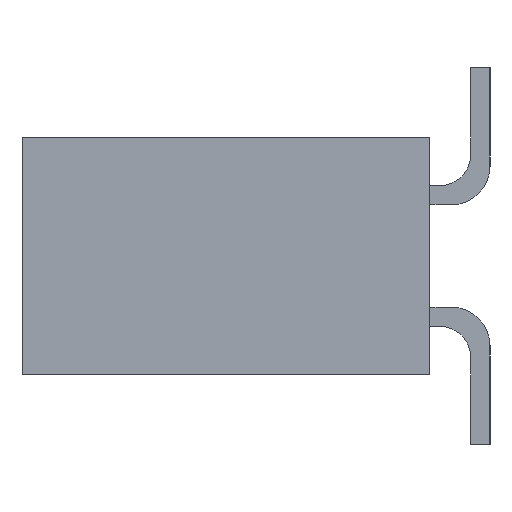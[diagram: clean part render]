
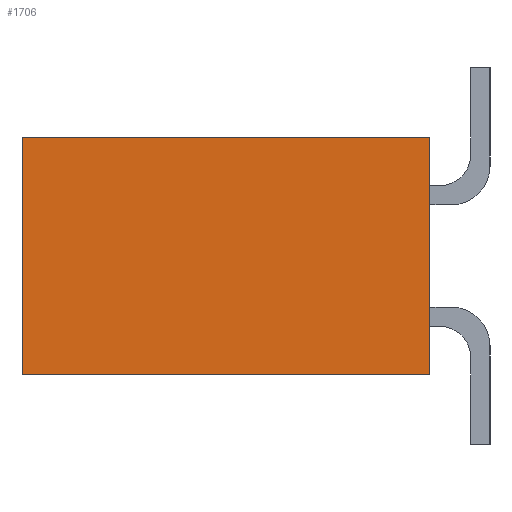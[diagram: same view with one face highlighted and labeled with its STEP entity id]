
A CAD part, left-side view. The second image highlights one B-rep face of the part: STEP entity #1706.
In plain terms, the highlighted planar face has unit normal (-1, 0, 0).
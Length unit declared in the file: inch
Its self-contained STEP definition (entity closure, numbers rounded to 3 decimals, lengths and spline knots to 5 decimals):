
#1706 = ADVANCED_FACE( '', ( #3498 ), #3499, .F. );
#3498 = FACE_OUTER_BOUND( '', #5276, .T. );
#3499 = PLANE( '', #5277 );
#5276 = EDGE_LOOP( '', ( #10518, #10519, #10520, #10521 ) );
#5277 = AXIS2_PLACEMENT_3D( '', #10522, #10523, #10524 );
#10518 = ORIENTED_EDGE( '', *, *, #12614, .T. );
#10519 = ORIENTED_EDGE( '', *, *, #12622, .F. );
#10520 = ORIENTED_EDGE( '', *, *, #12431, .F. );
#10521 = ORIENTED_EDGE( '', *, *, #12066, .T. );
#10522 = CARTESIAN_POINT( '', ( -0.91, 0.335, -0.0975 ) );
#10523 = DIRECTION( '', ( 1., 0., 0. ) );
#10524 = DIRECTION( '', ( 0., 0., -1. ) );
#12066 = EDGE_CURVE( '', #15063, #15061, #15064, .T. );
#12431 = EDGE_CURVE( '', #15063, #15529, #15530, .T. );
#12614 = EDGE_CURVE( '', #15061, #15724, #15726, .T. );
#12622 = EDGE_CURVE( '', #15529, #15724, #15734, .T. );
#15061 = VERTEX_POINT( '', #19233 );
#15063 = VERTEX_POINT( '', #19236 );
#15064 = LINE( '', #19237, #19238 );
#15529 = VERTEX_POINT( '', #19954 );
#15530 = LINE( '', #19955, #19956 );
#15724 = VERTEX_POINT( '', #20220 );
#15726 = LINE( '', #20223, #20224 );
#15734 = LINE( '', #20232, #20233 );
#19233 = CARTESIAN_POINT( '', ( -0.91, 0., -0.0975 ) );
#19236 = CARTESIAN_POINT( '', ( -0.91, 0.335, -0.0975 ) );
#19237 = CARTESIAN_POINT( '', ( -0.91, 0.335, -0.0975 ) );
#19238 = VECTOR( '', #21698, 39.37008 );
#19954 = CARTESIAN_POINT( '', ( -0.91, 0.335, 0.0975 ) );
#19955 = CARTESIAN_POINT( '', ( -0.91, 0.335, -0.0975 ) );
#19956 = VECTOR( '', #22001, 39.37008 );
#20220 = CARTESIAN_POINT( '', ( -0.91, 0., 0.0975 ) );
#20223 = CARTESIAN_POINT( '', ( -0.91, 0., -0.0975 ) );
#20224 = VECTOR( '', #22100, 39.37008 );
#20232 = CARTESIAN_POINT( '', ( -0.91, 0.335, 0.0975 ) );
#20233 = VECTOR( '', #22104, 39.37008 );
#21698 = DIRECTION( '', ( 0., -1., 0. ) );
#22001 = DIRECTION( '', ( 0., 0., 1. ) );
#22100 = DIRECTION( '', ( 0., 0., 1. ) );
#22104 = DIRECTION( '', ( 0., -1., 0. ) );
